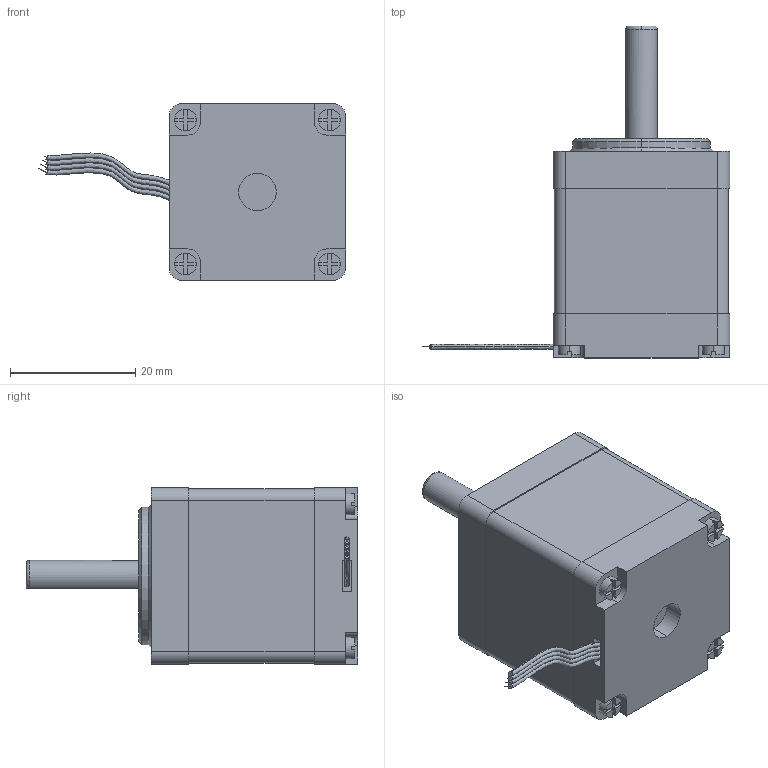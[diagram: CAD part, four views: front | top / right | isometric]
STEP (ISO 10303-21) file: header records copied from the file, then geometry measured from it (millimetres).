
FILE_DESCRIPTION (( 'STEP AP214' ), '1' );
FILE_NAME ('28HS3303A4.STEP', '2023-02-05T00:49:38', ( 'Windows 蚚誧' ), ( 'Organization' ), 'SwSTEP 2.0', 'SolidWorks 2021', '' );
FILE_SCHEMA (( 'AUTOMOTIVE_DESIGN' ));
Length unit declared in the file: millimetre
Products named in the file (1): 28HS3303A4
Bounding box: 49.1 x 53 x 28.2 mm (x, y, z)
Volume: 25823.4 mm3; surface area: 7160.9 mm2
Topology: 1 solids, 1 shells, 166 faces, 440 edges, 284 vertices
Faces by surface type: plane 103, cylinder 49, bspline 8, cone 4, torus 2
Entity records: 7124 total; most frequent: CARTESIAN_POINT 2438, ORIENTED_EDGE 880, DIRECTION 873, EDGE_CURVE 440, AXIS2_PLACEMENT_3D 311, VERTEX_POINT 284, VECTOR 251, LINE 251
